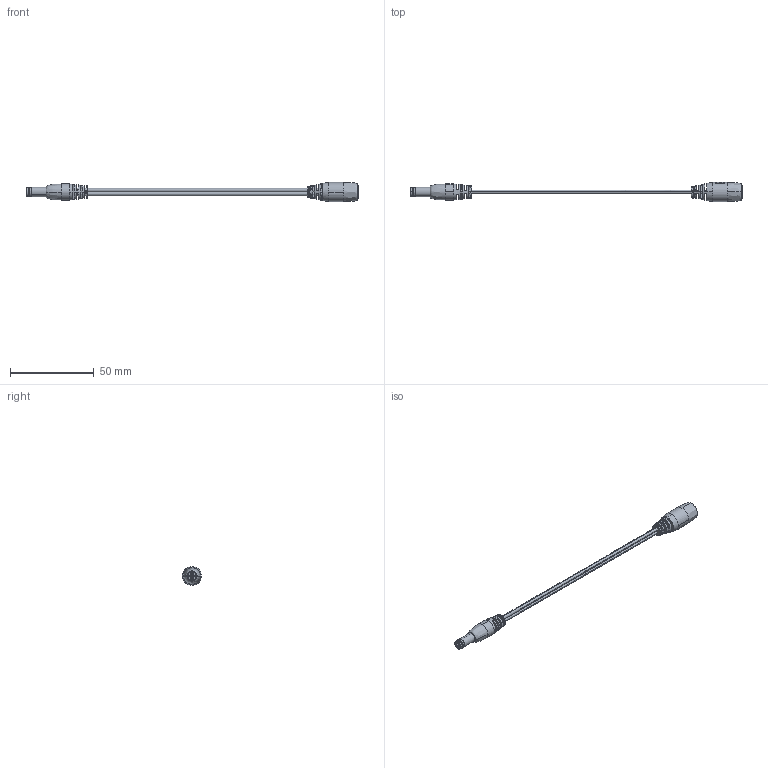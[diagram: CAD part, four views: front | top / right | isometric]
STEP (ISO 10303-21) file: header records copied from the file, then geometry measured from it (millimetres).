
FILE_DESCRIPTION (( 'STEP AP203' ), '1' );
FILE_NAME ('10-02387_revA.STEP', '2016-11-29T19:58:58', ( '' ), ( '' ), 'SwSTEP 2.0', 'SolidWorks 2015', '' );
FILE_SCHEMA (( 'CONFIG_CONTROL_DESIGN' ));
Length unit declared in the file: millimetre
Products named in the file (13): 50-00025 shell; 50-00024; 50-00024 insulator; 50-00025 contact; 30-00007_blunt cut; 50-00025 insulator; 50-00024 shell; 24-00004; 50-00025 pin; 24-00003; 50-00025; 50-00024 contact; 10-02387_revA
Assembly tree (12 placements, depth 3):
  10-02387_revA
    30-00007_blunt cut
    24-00003
    24-00004
    50-00024
      50-00024 contact
      50-00024 insulator
      50-00024 shell
    50-00025
      50-00025 insulator
      50-00025 pin
      50-00025 shell
      50-00025 contact
Bounding box: 198.74 x 11.4 x 11.4 mm (x, y, z)
Volume: 5074.2 mm3; surface area: 20026.4 mm2
Topology: 101 solids, 101 shells, 1164 faces, 2696 edges, 1754 vertices
Faces by surface type: cylinder 475, plane 371, bspline 213, torus 60, cone 45
Entity records: 41088 total; most frequent: CARTESIAN_POINT 13856, ORIENTED_EDGE 5388, DIRECTION 5170, EDGE_CURVE 2694, AXIS2_PLACEMENT_3D 2174, VERTEX_POINT 1754, EDGE_LOOP 1374, CIRCLE 1206
